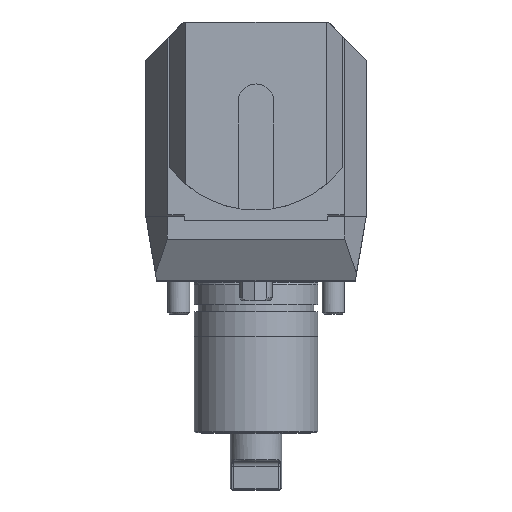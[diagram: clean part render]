
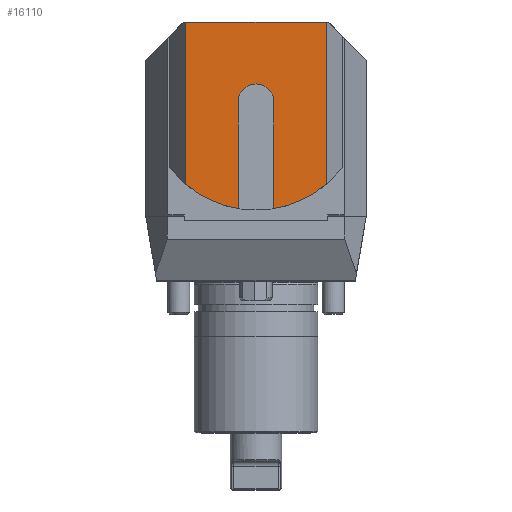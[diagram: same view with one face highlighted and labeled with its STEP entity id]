
A CAD part, top view. The second image highlights one B-rep face of the part: STEP entity #16110.
In plain terms, the highlighted planar face has unit normal (0, 0, 1).
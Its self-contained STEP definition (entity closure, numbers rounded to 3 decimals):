
#849 = VECTOR ( 'NONE', #7474, 1000. ) ;
#1198 = CARTESIAN_POINT ( 'NONE',  ( -24.881, 52., 96.5 ) ) ;
#1256 = PLANE ( 'NONE',  #24505 ) ;
#1341 = LINE ( 'NONE', #1198, #9754 ) ;
#1342 = ORIENTED_EDGE ( 'NONE', *, *, #21274, .T. ) ;
#1397 = CARTESIAN_POINT ( 'NONE',  ( -5.904, 52., 96.5 ) ) ;
#1675 = VECTOR ( 'NONE', #17405, 1000. ) ;
#2820 = DIRECTION ( 'NONE',  ( 0., -1., 0. ) ) ;
#4226 = CIRCLE ( 'NONE', #19958, 6.5 ) ;
#4301 = EDGE_CURVE ( 'NONE', #13678, #16953, #8301, .T. ) ;
#4387 = CIRCLE ( 'NONE', #22659, 39.25 ) ;
#4631 = CARTESIAN_POINT ( 'NONE',  ( -5.904, 52., 96.5 ) ) ;
#4811 = VERTEX_POINT ( 'NONE', #11351 ) ;
#5368 = ORIENTED_EDGE ( 'NONE', *, *, #24164, .T. ) ;
#6751 = LINE ( 'NONE', #4631, #20419 ) ;
#6781 = EDGE_CURVE ( 'NONE', #22998, #16953, #6751, .T. ) ;
#6877 = CARTESIAN_POINT ( 'NONE',  ( 7.096, 52., 96.5 ) ) ;
#7224 = LINE ( 'NONE', #15380, #849 ) ;
#7238 = DIRECTION ( 'NONE',  ( 0., -1., 0. ) ) ;
#7474 = DIRECTION ( 'NONE',  ( -1., 0., 0. ) ) ;
#8299 = CARTESIAN_POINT ( 'NONE',  ( 26.072, 81., 96.5 ) ) ;
#8301 = CIRCLE ( 'NONE', #9588, 39.25 ) ;
#8682 = EDGE_CURVE ( 'NONE', #12852, #4811, #24879, .T. ) ;
#8927 = EDGE_CURVE ( 'NONE', #12852, #20958, #4387, .T. ) ;
#9067 = DIRECTION ( 'NONE',  ( 0., 0., 1. ) ) ;
#9588 = AXIS2_PLACEMENT_3D ( 'NONE', #18886, #15009, #7238 ) ;
#9648 = EDGE_LOOP ( 'NONE', ( #24055, #1342, #5368, #18561, #23553, #11543, #11474, #10855 ) ) ;
#9754 = VECTOR ( 'NONE', #23842, 1000. ) ;
#10056 = DIRECTION ( 'NONE',  ( 0., 0., 1. ) ) ;
#10124 = CARTESIAN_POINT ( 'NONE',  ( -5.904, 13.292, 96.5 ) ) ;
#10303 = CARTESIAN_POINT ( 'NONE',  ( -24.881, 22.142, 96.5 ) ) ;
#10855 = ORIENTED_EDGE ( 'NONE', *, *, #8927, .T. ) ;
#11158 = VERTEX_POINT ( 'NONE', #12916 ) ;
#11327 = EDGE_CURVE ( 'NONE', #20958, #25440, #21638, .T. ) ;
#11351 = CARTESIAN_POINT ( 'NONE',  ( 7.096, 52., 96.5 ) ) ;
#11474 = ORIENTED_EDGE ( 'NONE', *, *, #8682, .F. ) ;
#11502 = CARTESIAN_POINT ( 'NONE',  ( 0.596, 52., 96.5 ) ) ;
#11543 = ORIENTED_EDGE ( 'NONE', *, *, #21093, .F. ) ;
#12852 = VERTEX_POINT ( 'NONE', #20869 ) ;
#12916 = CARTESIAN_POINT ( 'NONE',  ( -24.881, 81., 96.5 ) ) ;
#13678 = VERTEX_POINT ( 'NONE', #10303 ) ;
#14584 = VECTOR ( 'NONE', #18911, 1000. ) ;
#15009 = DIRECTION ( 'NONE',  ( 0., 0., 1. ) ) ;
#15380 = CARTESIAN_POINT ( 'NONE',  ( 0.596, 81., 96.5 ) ) ;
#16110 = ADVANCED_FACE ( 'Defeature completata1_116', ( #19472 ), #1256, .T. ) ;
#16953 = VERTEX_POINT ( 'NONE', #10124 ) ;
#17405 = DIRECTION ( 'NONE',  ( 0., 1., 0. ) ) ;
#17805 = CARTESIAN_POINT ( 'NONE',  ( 0.596, 52., 96.5 ) ) ;
#18561 = ORIENTED_EDGE ( 'NONE', *, *, #4301, .T. ) ;
#18886 = CARTESIAN_POINT ( 'NONE',  ( 0.596, 52., 96.5 ) ) ;
#18911 = DIRECTION ( 'NONE',  ( 0., 1., 0. ) ) ;
#19472 = FACE_OUTER_BOUND ( 'NONE', #9648, .T. ) ;
#19618 = DIRECTION ( 'NONE',  ( 0., -1., 0. ) ) ;
#19958 = AXIS2_PLACEMENT_3D ( 'NONE', #17805, #10056, #22186 ) ;
#20419 = VECTOR ( 'NONE', #20753, 1000. ) ;
#20753 = DIRECTION ( 'NONE',  ( 0., -1., 0. ) ) ;
#20869 = CARTESIAN_POINT ( 'NONE',  ( 7.096, 13.292, 96.5 ) ) ;
#20958 = VERTEX_POINT ( 'NONE', #25723 ) ;
#21093 = EDGE_CURVE ( 'NONE', #4811, #22998, #4226, .T. ) ;
#21200 = CARTESIAN_POINT ( 'NONE',  ( 0.596, 52., 96.5 ) ) ;
#21274 = EDGE_CURVE ( 'NONE', #25440, #11158, #7224, .T. ) ;
#21638 = LINE ( 'NONE', #25378, #1675 ) ;
#22186 = DIRECTION ( 'NONE',  ( 0., -1., 0. ) ) ;
#22659 = AXIS2_PLACEMENT_3D ( 'NONE', #21200, #9067, #2820 ) ;
#22998 = VERTEX_POINT ( 'NONE', #1397 ) ;
#23553 = ORIENTED_EDGE ( 'NONE', *, *, #6781, .F. ) ;
#23842 = DIRECTION ( 'NONE',  ( 0., -1., 0. ) ) ;
#24055 = ORIENTED_EDGE ( 'NONE', *, *, #11327, .T. ) ;
#24164 = EDGE_CURVE ( 'NONE', #11158, #13678, #1341, .T. ) ;
#24505 = AXIS2_PLACEMENT_3D ( 'NONE', #11502, #25725, #19618 ) ;
#24879 = LINE ( 'NONE', #6877, #14584 ) ;
#25378 = CARTESIAN_POINT ( 'NONE',  ( 26.072, 52., 96.5 ) ) ;
#25440 = VERTEX_POINT ( 'NONE', #8299 ) ;
#25723 = CARTESIAN_POINT ( 'NONE',  ( 26.072, 22.142, 96.5 ) ) ;
#25725 = DIRECTION ( 'NONE',  ( 0., 0., 1. ) ) ;
